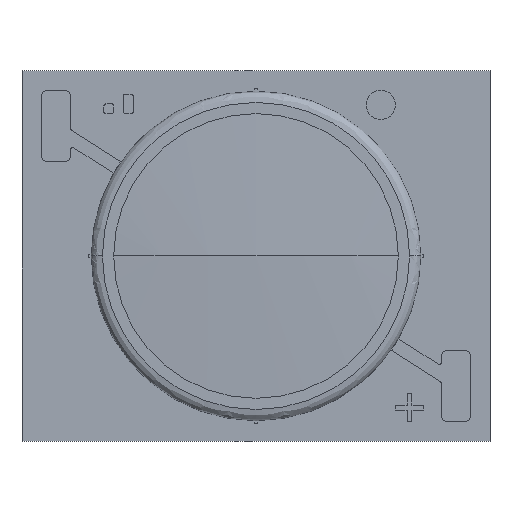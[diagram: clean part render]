
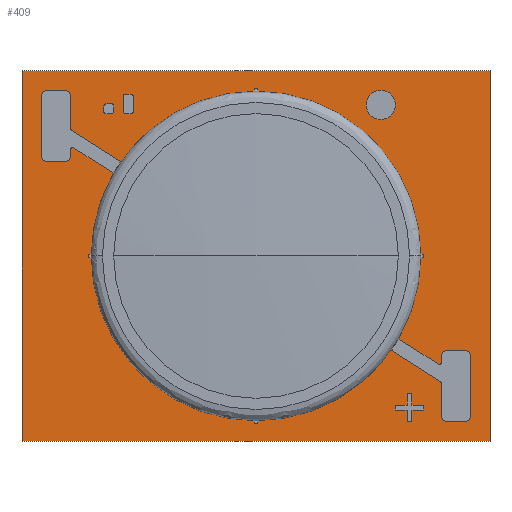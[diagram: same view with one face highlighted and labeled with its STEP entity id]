
A CAD part, top view. The second image highlights one B-rep face of the part: STEP entity #409.
In plain terms, the highlighted planar face has unit normal (0, 0, 1).
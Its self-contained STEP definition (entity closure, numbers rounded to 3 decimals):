
#8 = LINE ( 'NONE', #1600, #2323 ) ;
#30 = DIRECTION ( 'NONE',  ( -1., 0., 0. ) ) ;
#232 = EDGE_CURVE ( 'NONE', #314, #742, #3329, .T. ) ;
#314 = VERTEX_POINT ( 'NONE', #764 ) ;
#349 = LINE ( 'NONE', #593, #707 ) ;
#405 = ORIENTED_EDGE ( 'NONE', *, *, #1250, .T. ) ;
#409 = ADVANCED_FACE ( 'NONE', ( #634 ), #2387, .F. ) ;
#593 = CARTESIAN_POINT ( 'NONE',  ( -12., 9.5, 1. ) ) ;
#634 = FACE_OUTER_BOUND ( 'NONE', #973, .T. ) ;
#707 = VECTOR ( 'NONE', #2379, 1000. ) ;
#742 = VERTEX_POINT ( 'NONE', #2529 ) ;
#764 = CARTESIAN_POINT ( 'NONE',  ( -12., 9.5, 1. ) ) ;
#833 = EDGE_CURVE ( 'NONE', #742, #924, #862, .T. ) ;
#862 = LINE ( 'NONE', #1093, #3064 ) ;
#924 = VERTEX_POINT ( 'NONE', #2170 ) ;
#940 = ORIENTED_EDGE ( 'NONE', *, *, #833, .T. ) ;
#973 = EDGE_LOOP ( 'NONE', ( #3149, #405, #2429, #940 ) ) ;
#1055 = DIRECTION ( 'NONE',  ( 0., 1., 0. ) ) ;
#1093 = CARTESIAN_POINT ( 'NONE',  ( -12., -9.5, 1. ) ) ;
#1231 = AXIS2_PLACEMENT_3D ( 'NONE', #1861, #1849, #30 ) ;
#1250 = EDGE_CURVE ( 'NONE', #1258, #314, #349, .T. ) ;
#1258 = VERTEX_POINT ( 'NONE', #1341 ) ;
#1341 = CARTESIAN_POINT ( 'NONE',  ( 12., 9.5, 1. ) ) ;
#1473 = DIRECTION ( 'NONE',  ( 0., -1., 0. ) ) ;
#1575 = VECTOR ( 'NONE', #1473, 1000. ) ;
#1600 = CARTESIAN_POINT ( 'NONE',  ( 12., -9.5, 1. ) ) ;
#1849 = DIRECTION ( 'NONE',  ( 0., 0., -1. ) ) ;
#1861 = CARTESIAN_POINT ( 'NONE',  ( 0., 0., 1. ) ) ;
#2170 = CARTESIAN_POINT ( 'NONE',  ( 12., -9.5, 1. ) ) ;
#2323 = VECTOR ( 'NONE', #1055, 1000. ) ;
#2379 = DIRECTION ( 'NONE',  ( -1., 0., 0. ) ) ;
#2387 = PLANE ( 'NONE',  #1231 ) ;
#2429 = ORIENTED_EDGE ( 'NONE', *, *, #232, .T. ) ;
#2529 = CARTESIAN_POINT ( 'NONE',  ( -12., -9.5, 1. ) ) ;
#2845 = CARTESIAN_POINT ( 'NONE',  ( -12., -9.5, 1. ) ) ;
#3064 = VECTOR ( 'NONE', #3213, 1000. ) ;
#3119 = EDGE_CURVE ( 'NONE', #924, #1258, #8, .T. ) ;
#3149 = ORIENTED_EDGE ( 'NONE', *, *, #3119, .T. ) ;
#3213 = DIRECTION ( 'NONE',  ( 1., 0., 0. ) ) ;
#3329 = LINE ( 'NONE', #2845, #1575 ) ;
